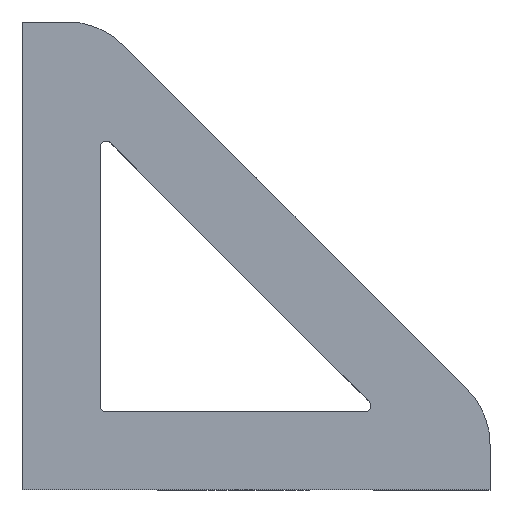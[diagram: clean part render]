
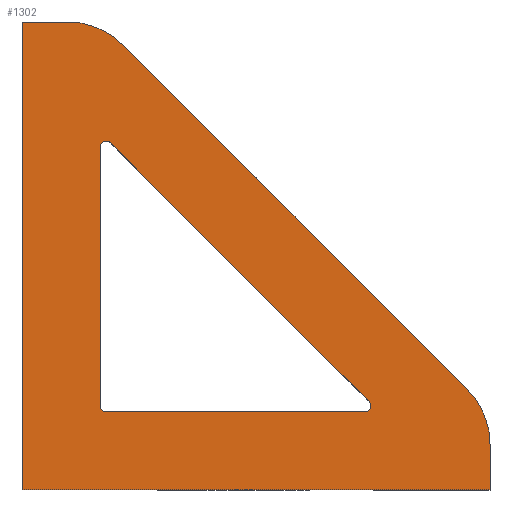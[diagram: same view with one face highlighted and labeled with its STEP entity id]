
A CAD part, left-side view. The second image highlights one B-rep face of the part: STEP entity #1302.
In plain terms, the highlighted planar face has unit normal (-1, 0, 0).
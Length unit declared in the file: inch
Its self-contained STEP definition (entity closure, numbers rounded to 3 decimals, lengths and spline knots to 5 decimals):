
#135=CARTESIAN_POINT('',(-0.655,-0.27,1.11816));
#136=VERTEX_POINT('',#135);
#145=CARTESIAN_POINT('',(-0.655,-0.25,1.09816));
#146=VERTEX_POINT('',#145);
#147=CARTESIAN_POINT('',(-0.655,-0.27,1.09816));
#148=DIRECTION('',(-1.0,0.0,0.0));
#149=DIRECTION('',(0.0,0.0,1.0));
#150=AXIS2_PLACEMENT_3D('',#147,#148,#149);
#151=CIRCLE('',#150,0.02);
#152=EDGE_CURVE('',#136,#146,#151,.T.);
#858=CARTESIAN_POINT('',(-0.655,-0.27,0.25));
#859=VERTEX_POINT('',#858);
#866=CARTESIAN_POINT('',(-0.655,-1.09816,0.25));
#867=VERTEX_POINT('',#866);
#868=CARTESIAN_POINT('',(-0.655,-0.27,0.25));
#869=DIRECTION('',(0.0,-1.0,0.0));
#870=VECTOR('',#869,0.82816);
#871=LINE('',#868,#870);
#872=EDGE_CURVE('',#859,#867,#871,.T.);
#981=CARTESIAN_POINT('',(-0.655,0.0,1.5));
#982=VERTEX_POINT('',#981);
#989=CARTESIAN_POINT('',(-0.655,-0.14645,1.5));
#990=VERTEX_POINT('',#989);
#991=CARTESIAN_POINT('',(-0.655,0.0,1.5));
#992=DIRECTION('',(0.0,-1.0,0.0));
#993=VECTOR('',#992,0.14645);
#994=LINE('',#991,#993);
#995=EDGE_CURVE('',#982,#990,#994,.T.);
#1012=CARTESIAN_POINT('',(-0.655,0.,0.));
#1013=VERTEX_POINT('',#1012);
#1020=CARTESIAN_POINT('',(-0.655,0.,0.));
#1021=DIRECTION('',(0.0,0.0,1.0));
#1022=VECTOR('',#1021,1.5);
#1023=LINE('',#1020,#1022);
#1024=EDGE_CURVE('',#1013,#982,#1023,.T.);
#1040=CARTESIAN_POINT('',(-0.655,-1.5,0.));
#1041=VERTEX_POINT('',#1040);
#1048=CARTESIAN_POINT('',(-0.655,-1.5,0.));
#1049=DIRECTION('',(0.0,1.0,0.0));
#1050=VECTOR('',#1049,1.5);
#1051=LINE('',#1048,#1050);
#1052=EDGE_CURVE('',#1041,#1013,#1051,.T.);
#1068=CARTESIAN_POINT('',(-0.655,-1.5,0.14645));
#1069=VERTEX_POINT('',#1068);
#1076=CARTESIAN_POINT('',(-0.655,-1.5,0.14645));
#1077=DIRECTION('',(0.0,0.0,-1.0));
#1078=VECTOR('',#1077,0.14645);
#1079=LINE('',#1076,#1078);
#1080=EDGE_CURVE('',#1069,#1041,#1079,.T.);
#1092=CARTESIAN_POINT('',(-0.655,-1.42678,0.32322));
#1093=VERTEX_POINT('',#1092);
#1100=CARTESIAN_POINT('',(-0.655,-1.25,0.14645));
#1101=DIRECTION('',(1.0,0.0,0.0));
#1102=DIRECTION('',(0.0,0.0,1.0));
#1103=AXIS2_PLACEMENT_3D('',#1100,#1101,#1102);
#1104=CIRCLE('',#1103,0.25);
#1105=EDGE_CURVE('',#1093,#1069,#1104,.T.);
#1117=CARTESIAN_POINT('',(-0.655,-0.32322,1.42678));
#1118=VERTEX_POINT('',#1117);
#1125=CARTESIAN_POINT('',(-0.655,-0.32322,1.42678));
#1126=DIRECTION('',(0.,-0.707,-0.707));
#1127=VECTOR('',#1126,1.56066);
#1128=LINE('',#1125,#1127);
#1129=EDGE_CURVE('',#1118,#1093,#1128,.T.);
#1149=CARTESIAN_POINT('',(-0.655,-0.14645,1.25));
#1150=DIRECTION('',(1.0,0.0,0.0));
#1151=DIRECTION('',(0.0,0.0,1.0));
#1152=AXIS2_PLACEMENT_3D('',#1149,#1150,#1151);
#1153=CIRCLE('',#1152,0.25);
#1154=EDGE_CURVE('',#990,#1118,#1153,.T.);
#1168=CARTESIAN_POINT('',(-0.655,-1.1123,0.28414));
#1169=VERTEX_POINT('',#1168);
#1176=CARTESIAN_POINT('',(-0.655,-0.28414,1.1123));
#1177=VERTEX_POINT('',#1176);
#1178=CARTESIAN_POINT('',(-0.655,-1.1123,0.28414));
#1179=DIRECTION('',(0.,0.707,0.707));
#1180=VECTOR('',#1179,1.1712);
#1181=LINE('',#1178,#1180);
#1182=EDGE_CURVE('',#1169,#1177,#1181,.T.);
#1201=CARTESIAN_POINT('',(-0.655,-1.09816,0.27));
#1202=DIRECTION('',(-1.0,0.0,0.0));
#1203=DIRECTION('',(0.0,0.0,1.0));
#1204=AXIS2_PLACEMENT_3D('',#1201,#1202,#1203);
#1205=CIRCLE('',#1204,0.02);
#1206=EDGE_CURVE('',#867,#1169,#1205,.T.);
#1217=CARTESIAN_POINT('',(-0.655,-0.25,0.27));
#1218=VERTEX_POINT('',#1217);
#1225=CARTESIAN_POINT('',(-0.655,-0.27,0.27));
#1226=DIRECTION('',(-1.0,0.0,0.0));
#1227=DIRECTION('',(0.0,0.0,1.0));
#1228=AXIS2_PLACEMENT_3D('',#1225,#1226,#1227);
#1229=CIRCLE('',#1228,0.02);
#1230=EDGE_CURVE('',#1218,#859,#1229,.T.);
#1243=CARTESIAN_POINT('',(-0.655,-0.25,1.09816));
#1244=DIRECTION('',(0.0,0.0,-1.0));
#1245=VECTOR('',#1244,0.82816);
#1246=LINE('',#1243,#1245);
#1247=EDGE_CURVE('',#146,#1218,#1246,.T.);
#1269=CARTESIAN_POINT('',(-0.655,-0.27,1.09816));
#1270=DIRECTION('',(-1.0,0.0,0.0));
#1271=DIRECTION('',(0.0,0.0,1.0));
#1272=AXIS2_PLACEMENT_3D('',#1269,#1270,#1271);
#1273=CIRCLE('',#1272,0.02);
#1274=EDGE_CURVE('',#1177,#136,#1273,.T.);
#1279=CARTESIAN_POINT('',(-0.655,-0.63994,0.63994));
#1280=DIRECTION('',(1.0,0.0,0.0));
#1281=DIRECTION('',(0.0,1.0,0.0));
#1282=AXIS2_PLACEMENT_3D('',#1279,#1280,#1281);
#1283=PLANE('',#1282);
#1284=ORIENTED_EDGE('',*,*,#1154,.F.);
#1285=ORIENTED_EDGE('',*,*,#995,.F.);
#1286=ORIENTED_EDGE('',*,*,#1024,.F.);
#1287=ORIENTED_EDGE('',*,*,#1052,.F.);
#1288=ORIENTED_EDGE('',*,*,#1080,.F.);
#1289=ORIENTED_EDGE('',*,*,#1105,.F.);
#1290=ORIENTED_EDGE('',*,*,#1129,.F.);
#1291=EDGE_LOOP('',(#1284,#1285,#1286,#1287,#1288,#1289,#1290));
#1292=FACE_OUTER_BOUND('',#1291,.T.);
#1293=ORIENTED_EDGE('',*,*,#1274,.F.);
#1294=ORIENTED_EDGE('',*,*,#1182,.F.);
#1295=ORIENTED_EDGE('',*,*,#1206,.F.);
#1296=ORIENTED_EDGE('',*,*,#872,.F.);
#1297=ORIENTED_EDGE('',*,*,#1230,.F.);
#1298=ORIENTED_EDGE('',*,*,#1247,.F.);
#1299=ORIENTED_EDGE('',*,*,#152,.F.);
#1300=EDGE_LOOP('',(#1293,#1294,#1295,#1296,#1297,#1298,#1299));
#1301=FACE_BOUND('',#1300,.T.);
#1302=ADVANCED_FACE('',(#1292,#1301),#1283,.F.);
